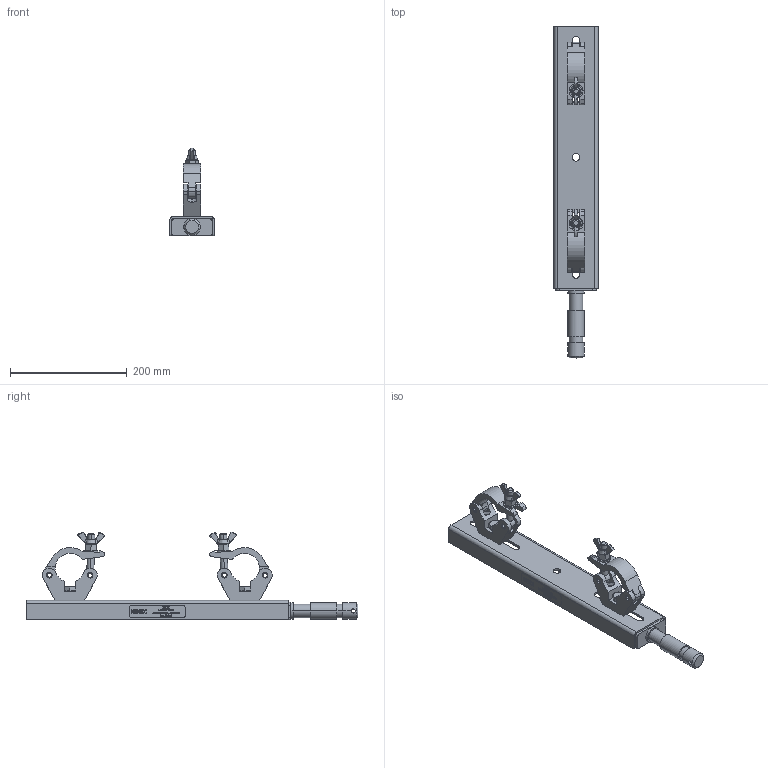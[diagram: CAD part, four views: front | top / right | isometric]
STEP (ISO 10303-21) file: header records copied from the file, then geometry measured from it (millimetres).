
FILE_DESCRIPTION (( 'STEP AP203' ), '1' );
FILE_NAME ('T58701.STEP', '2018-08-10T11:29:49', ( '' ), ( '' ), 'SwSTEP 2.0', 'SolidWorks 2016', '' );
FILE_SCHEMA (( 'CONFIG_CONTROL_DESIGN' ));
Length unit declared in the file: millimetre
Products named in the file (23): TH156_TH650; Single Coil Rectangular Section Spring Washer_Doughty Fastners_Rectangular section spring washer BS 4464 - 12 (Type B); T57001_T57001 T PLATE; F883_DIN 315-M12-GT-C-N; T74301_For Ladder Truss; TH2255; A Washer_Bright washer BS 4320 - M12 (Form A); T58701_LABEL; TH2001_TH2001 - 30MM WIDE; B Washer_Bright washer BS 4320 - M12 (Form B); Hex Bolt_ISO 4016 - M12 x 40 x 40-WS; TH2000_TH2000 - 30MM WIDE; TH157_NO ENGRAVING; T78000; Hex Nut Style 1 GradeAB_Doughty Fastners_Hexagon Nut ISO - 4032 - M12 - D - S; TH566; TH1245; TH2256; F791; SW3dPS-nyloc nut, st stl a2 iso_M12 NYLOC; TH1634_TH1634; T58701; Hex Bolt_ISO 4016 - M12 x 45 x 45-WS
Assembly tree (28 placements, depth 4):
  T58701
    TH1634_TH1634
      TH2255
      TH2256
    T74301_For Ladder Truss
      TH1245
      Hex Bolt_ISO 4016 - M12 x 45 x 45-WS
      B Washer_Bright washer BS 4320 - M12 (Form B)
      Single Coil Rectangular Section Spring Washer_Doughty Fastners_Rectangular section spring washer BS 4464 - 12 (Type B)
    T57001_T57001 T PLATE  x2
      TH156_TH650
        TH2000_TH2000 - 30MM WIDE
      TH157_NO ENGRAVING
        TH2001_TH2001 - 30MM WIDE
      T78000
        TH566
        A Washer_Bright washer BS 4320 - M12 (Form A)
        Hex Nut Style 1 GradeAB_Doughty Fastners_Hexagon Nut ISO - 4032 - M12 - D - S
        F883_DIN 315-M12-GT-C-N
      F791
    Hex Bolt_ISO 4016 - M12 x 40 x 40-WS  x2
    B Washer_Bright washer BS 4320 - M12 (Form B)  x2
    SW3dPS-nyloc nut, st stl a2 iso_M12 NYLOC  x2
    T58701_LABEL
Bounding box: 76.2 x 569 x 149.87 mm (x, y, z)
Volume: 503973.7 mm3; surface area: 235087.4 mm2
Topology: 29 solids, 29 shells, 1833 faces, 4596 edges, 2885 vertices
Faces by surface type: plane 604, cone 456, cylinder 419, bspline 304, torus 28, sphere 22
Entity records: 58913 total; most frequent: CARTESIAN_POINT 24874, ORIENTED_EDGE 6862, DIRECTION 5977, EDGE_CURVE 3431, VERTEX_POINT 2191, AXIS2_PLACEMENT_3D 2064, VECTOR 1849, LINE 1849
